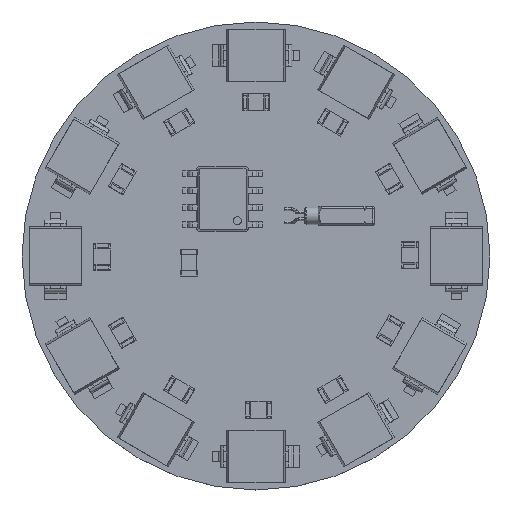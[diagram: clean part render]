
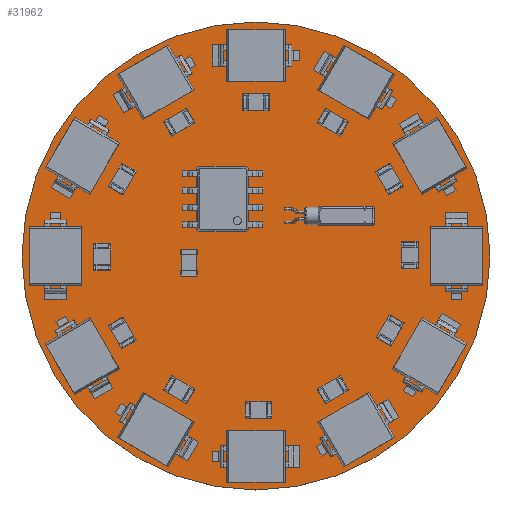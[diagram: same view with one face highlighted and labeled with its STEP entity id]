
A CAD part, top view. The second image highlights one B-rep face of the part: STEP entity #31962.
In plain terms, the highlighted planar face has unit normal (0, 0, 1).
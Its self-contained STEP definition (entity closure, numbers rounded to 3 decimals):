
#31927 = VERTEX_POINT('',#31928);
#31928 = CARTESIAN_POINT('',(167.5,-100.,0.8));
#31934 = EDGE_CURVE('',#31927,#31927,#31935,.T.);
#31935 = CIRCLE('',#31936,17.5);
#31936 = AXIS2_PLACEMENT_3D('',#31937,#31938,#31939);
#31937 = CARTESIAN_POINT('',(150.,-100.,0.8));
#31938 = DIRECTION('',(0.,0.,1.));
#31939 = DIRECTION('',(1.,0.,-0.));
#31962 = ADVANCED_FACE('',(#31963),#31966,.T.);
#31963 = FACE_BOUND('',#31964,.T.);
#31964 = EDGE_LOOP('',(#31965));
#31965 = ORIENTED_EDGE('',*,*,#31934,.T.);
#31966 = PLANE('',#31967);
#31967 = AXIS2_PLACEMENT_3D('',#31968,#31969,#31970);
#31968 = CARTESIAN_POINT('',(0.,0.,0.8));
#31969 = DIRECTION('',(0.,0.,1.));
#31970 = DIRECTION('',(1.,0.,-0.));
